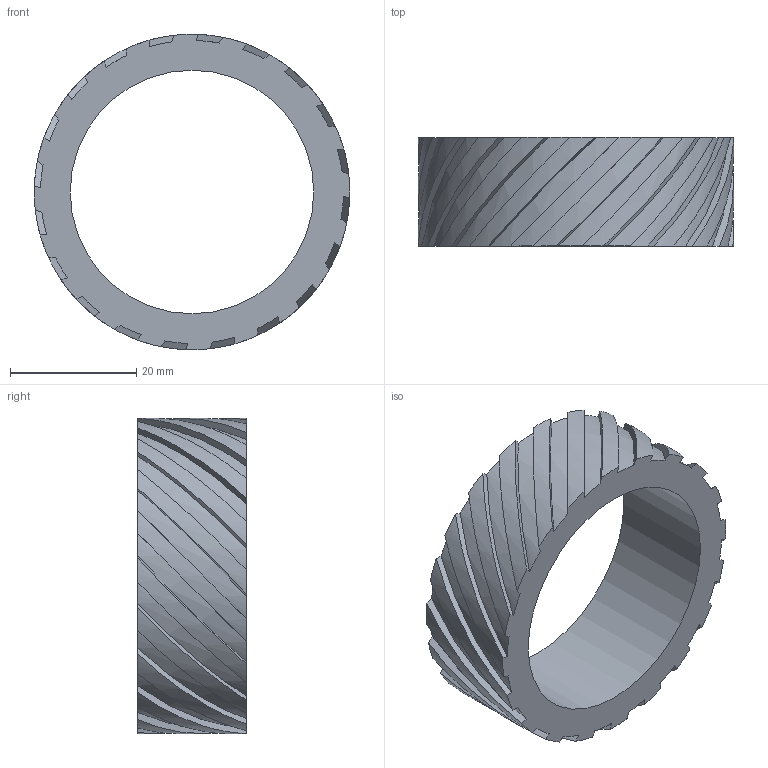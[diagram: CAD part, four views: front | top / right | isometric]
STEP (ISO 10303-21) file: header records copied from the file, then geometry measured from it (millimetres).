
FILE_DESCRIPTION(('FreeCAD Model'),'2;1');
FILE_NAME('Open CASCADE Shape Model','2025-10-02T19:56:58',('Author'),( ''),'Open CASCADE STEP processor 7.8','FreeCAD','Unknown');
FILE_SCHEMA(('AUTOMOTIVE_DESIGN { 1 0 10303 214 1 1 1 1 }'));
Length unit declared in the file: millimetre
Products named in the file (1): Tire
Bounding box: 50 x 17.2 x 50 mm (x, y, z)
Volume: 12263.5 mm3; surface area: 7107.1 mm2
Topology: 1 solids, 1 shells, 83 faces, 293 edges, 212 vertices
Faces by surface type: plane 42, cylinder 41
Full cylindrical faces by diameter (mm): 38.6 x1
Entity records: 3385 total; most frequent: DIRECTION 673, CARTESIAN_POINT 589, ORIENTED_EDGE 586, AXIS2_PLACEMENT_3D 296, EDGE_CURVE 293, VERTEX_POINT 212, ELLIPSE 128, FACE_BOUND 85
